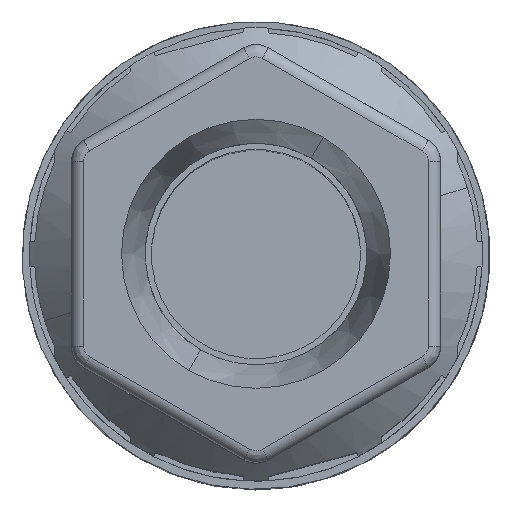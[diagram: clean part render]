
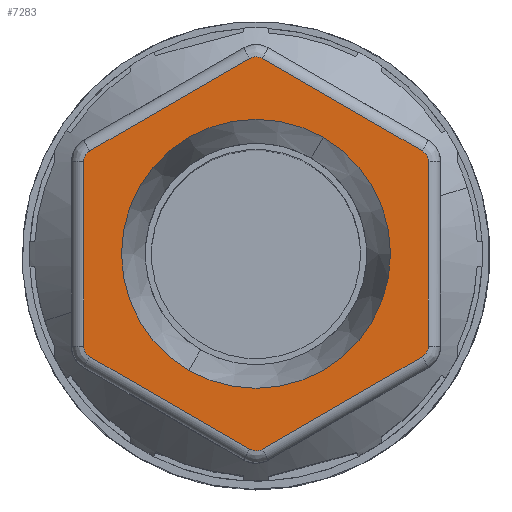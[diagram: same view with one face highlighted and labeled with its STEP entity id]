
A CAD part, top view. The second image highlights one B-rep face of the part: STEP entity #7283.
In plain terms, the highlighted planar face has unit normal (0, 0, 1).
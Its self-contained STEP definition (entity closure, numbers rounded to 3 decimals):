
#7249=AXIS2_PLACEMENT_3D('Plane Axis2P3D',#7246,#7247,#7248) ;
#7267=AXIS2_PLACEMENT_3D('Circle Axis2P3D',#7265,#7266,$) ;
#7276=AXIS2_PLACEMENT_3D('Circle Axis2P3D',#7274,#7275,$) ;
#6937=CARTESIAN_POINT('Vertex',(2.5,5.747,58.)) ;
#6940=CARTESIAN_POINT('Line Origine',(2.5,11.875,58.)) ;
#6944=CARTESIAN_POINT('Vertex',(2.5,13.253,58.)) ;
#6973=CARTESIAN_POINT('Vertex',(2.75,13.686,58.)) ;
#6977=CARTESIAN_POINT('Control Point',(2.5,13.253,58.)) ;
#6978=CARTESIAN_POINT('Control Point',(2.5,13.541,58.)) ;
#6979=CARTESIAN_POINT('Control Point',(2.75,13.686,58.)) ;
#6993=CARTESIAN_POINT('Line Origine',(1.057,12.708,58.)) ;
#6997=CARTESIAN_POINT('Vertex',(9.25,17.439,58.)) ;
#7026=CARTESIAN_POINT('Vertex',(9.75,17.439,58.)) ;
#7030=CARTESIAN_POINT('Control Point',(9.75,17.439,58.)) ;
#7031=CARTESIAN_POINT('Control Point',(9.5,17.583,58.)) ;
#7032=CARTESIAN_POINT('Control Point',(9.25,17.439,58.)) ;
#7046=CARTESIAN_POINT('Line Origine',(52.62,-7.313,58.)) ;
#7050=CARTESIAN_POINT('Vertex',(16.25,13.686,58.)) ;
#7079=CARTESIAN_POINT('Vertex',(16.5,13.253,58.)) ;
#7083=CARTESIAN_POINT('Control Point',(16.25,13.686,58.)) ;
#7084=CARTESIAN_POINT('Control Point',(16.5,13.541,58.)) ;
#7085=CARTESIAN_POINT('Control Point',(16.5,13.253,58.)) ;
#7103=CARTESIAN_POINT('Vertex',(16.5,5.747,58.)) ;
#7106=CARTESIAN_POINT('Line Origine',(16.5,3.793,58.)) ;
#7129=CARTESIAN_POINT('Control Point',(16.5,5.747,58.)) ;
#7130=CARTESIAN_POINT('Control Point',(16.5,5.459,58.)) ;
#7131=CARTESIAN_POINT('Control Point',(16.25,5.314,58.)) ;
#7132=CARTESIAN_POINT('Vertex',(16.25,5.314,58.)) ;
#7152=CARTESIAN_POINT('Line Origine',(15.057,4.626,58.)) ;
#7156=CARTESIAN_POINT('Vertex',(9.75,1.561,58.)) ;
#7185=CARTESIAN_POINT('Vertex',(9.25,1.561,58.)) ;
#7189=CARTESIAN_POINT('Control Point',(9.75,1.561,58.)) ;
#7190=CARTESIAN_POINT('Control Point',(9.5,1.417,58.)) ;
#7191=CARTESIAN_POINT('Control Point',(9.25,1.561,58.)) ;
#7205=CARTESIAN_POINT('Line Origine',(45.62,-19.437,58.)) ;
#7209=CARTESIAN_POINT('Vertex',(2.75,5.314,58.)) ;
#7235=CARTESIAN_POINT('Control Point',(2.75,5.314,58.)) ;
#7236=CARTESIAN_POINT('Control Point',(2.5,5.459,58.)) ;
#7237=CARTESIAN_POINT('Control Point',(2.5,5.747,58.)) ;
#7246=CARTESIAN_POINT('Axis2P3D Location',(6.409,4.146,58.)) ;
#7265=CARTESIAN_POINT('Axis2P3D Location',(9.5,9.5,58.)) ;
#7269=CARTESIAN_POINT('Vertex',(6.768,4.768,58.)) ;
#7271=CARTESIAN_POINT('Vertex',(12.232,14.232,58.)) ;
#7274=CARTESIAN_POINT('Axis2P3D Location',(9.5,9.5,58.)) ;
#6941=DIRECTION('Vector Direction',(0.,-1.,0.)) ;
#6994=DIRECTION('Vector Direction',(-0.866,-0.5,0.)) ;
#7047=DIRECTION('Vector Direction',(-0.866,0.5,0.)) ;
#7107=DIRECTION('Vector Direction',(0.,1.,0.)) ;
#7153=DIRECTION('Vector Direction',(0.866,0.5,0.)) ;
#7206=DIRECTION('Vector Direction',(0.866,-0.5,0.)) ;
#7247=DIRECTION('Axis2P3D Direction',(0.,0.,1.)) ;
#7248=DIRECTION('Axis2P3D XDirection',(-0.5,-0.866,0.)) ;
#7266=DIRECTION('Axis2P3D Direction',(0.,0.,1.)) ;
#7275=DIRECTION('Axis2P3D Direction',(0.,0.,1.)) ;
#6942=VECTOR('Line Direction',#6941,1.) ;
#6995=VECTOR('Line Direction',#6994,1.) ;
#7048=VECTOR('Line Direction',#7047,1.) ;
#7108=VECTOR('Line Direction',#7107,1.) ;
#7154=VECTOR('Line Direction',#7153,1.) ;
#7207=VECTOR('Line Direction',#7206,1.) ;
#7252=ORIENTED_EDGE('',*,*,#7110,.T.) ;
#7253=ORIENTED_EDGE('',*,*,#7086,.F.) ;
#7254=ORIENTED_EDGE('',*,*,#7052,.T.) ;
#7255=ORIENTED_EDGE('',*,*,#7033,.T.) ;
#7256=ORIENTED_EDGE('',*,*,#6999,.T.) ;
#7257=ORIENTED_EDGE('',*,*,#6980,.F.) ;
#7258=ORIENTED_EDGE('',*,*,#6946,.T.) ;
#7259=ORIENTED_EDGE('',*,*,#7238,.F.) ;
#7260=ORIENTED_EDGE('',*,*,#7211,.T.) ;
#7261=ORIENTED_EDGE('',*,*,#7192,.F.) ;
#7262=ORIENTED_EDGE('',*,*,#7158,.T.) ;
#7263=ORIENTED_EDGE('',*,*,#7134,.F.) ;
#7280=ORIENTED_EDGE('',*,*,#7273,.F.) ;
#7281=ORIENTED_EDGE('',*,*,#7278,.F.) ;
#7282=FACE_BOUND('',#7279,.T.) ;
#7283=ADVANCED_FACE('Volumenk\X2\00F6\X0\rper2',(#7264,#7282),#7250,.T.) ;
#7268=CIRCLE('generated circle',#7267,5.465) ;
#7277=CIRCLE('generated circle',#7276,5.465) ;
#6946=EDGE_CURVE('',#6945,#6938,#6943,.T.) ;
#6980=EDGE_CURVE('',#6945,#6974,#6976,.T.) ;
#6999=EDGE_CURVE('',#6998,#6974,#6996,.T.) ;
#7033=EDGE_CURVE('',#7027,#6998,#7029,.T.) ;
#7052=EDGE_CURVE('',#7051,#7027,#7049,.T.) ;
#7086=EDGE_CURVE('',#7051,#7080,#7082,.T.) ;
#7110=EDGE_CURVE('',#7104,#7080,#7109,.T.) ;
#7134=EDGE_CURVE('',#7104,#7133,#7128,.T.) ;
#7158=EDGE_CURVE('',#7157,#7133,#7155,.T.) ;
#7192=EDGE_CURVE('',#7157,#7186,#7188,.T.) ;
#7211=EDGE_CURVE('',#7210,#7186,#7208,.T.) ;
#7238=EDGE_CURVE('',#7210,#6938,#7234,.T.) ;
#7273=EDGE_CURVE('',#7270,#7272,#7268,.T.) ;
#7278=EDGE_CURVE('',#7272,#7270,#7277,.T.) ;
#7251=EDGE_LOOP('',(#7252,#7253,#7254,#7255,#7256,#7257,#7258,#7259,#7260,#7261,#7262,#7263)) ;
#7279=EDGE_LOOP('',(#7280,#7281)) ;
#7264=FACE_OUTER_BOUND('',#7251,.T.) ;
#6943=LINE('Line',#6940,#6942) ;
#6996=LINE('Line',#6993,#6995) ;
#7049=LINE('Line',#7046,#7048) ;
#7109=LINE('Line',#7106,#7108) ;
#7155=LINE('Line',#7152,#7154) ;
#7208=LINE('Line',#7205,#7207) ;
#7250=PLANE('',#7249) ;
#6938=VERTEX_POINT('',#6937) ;
#6945=VERTEX_POINT('',#6944) ;
#6974=VERTEX_POINT('',#6973) ;
#6998=VERTEX_POINT('',#6997) ;
#7027=VERTEX_POINT('',#7026) ;
#7051=VERTEX_POINT('',#7050) ;
#7080=VERTEX_POINT('',#7079) ;
#7104=VERTEX_POINT('',#7103) ;
#7133=VERTEX_POINT('',#7132) ;
#7157=VERTEX_POINT('',#7156) ;
#7186=VERTEX_POINT('',#7185) ;
#7210=VERTEX_POINT('',#7209) ;
#7270=VERTEX_POINT('',#7269) ;
#7272=VERTEX_POINT('',#7271) ;
#6976=(BOUNDED_CURVE()B_SPLINE_CURVE(2,(#6977,#6978,#6979),.UNSPECIFIED.,.F.,.U.)B_SPLINE_CURVE_WITH_KNOTS((3,3),(-2.094,-1.132),.UNSPECIFIED.)CURVE()GEOMETRIC_REPRESENTATION_ITEM()RATIONAL_B_SPLINE_CURVE((1.,0.866,1.))REPRESENTATION_ITEM('')) ;
#7029=(BOUNDED_CURVE()B_SPLINE_CURVE(2,(#7030,#7031,#7032),.UNSPECIFIED.,.F.,.U.)B_SPLINE_CURVE_WITH_KNOTS((3,3),(-3.142,-2.179),.UNSPECIFIED.)CURVE()GEOMETRIC_REPRESENTATION_ITEM()RATIONAL_B_SPLINE_CURVE((1.,0.866,1.))REPRESENTATION_ITEM('')) ;
#7082=(BOUNDED_CURVE()B_SPLINE_CURVE(2,(#7083,#7084,#7085),.UNSPECIFIED.,.F.,.U.)B_SPLINE_CURVE_WITH_KNOTS((3,3),(0.,0.962),.UNSPECIFIED.)CURVE()GEOMETRIC_REPRESENTATION_ITEM()RATIONAL_B_SPLINE_CURVE((1.,0.866,1.))REPRESENTATION_ITEM('')) ;
#7128=(BOUNDED_CURVE()B_SPLINE_CURVE(2,(#7129,#7130,#7131),.UNSPECIFIED.,.F.,.U.)B_SPLINE_CURVE_WITH_KNOTS((3,3),(1.047,2.009),.UNSPECIFIED.)CURVE()GEOMETRIC_REPRESENTATION_ITEM()RATIONAL_B_SPLINE_CURVE((1.,0.866,1.))REPRESENTATION_ITEM('')) ;
#7188=(BOUNDED_CURVE()B_SPLINE_CURVE(2,(#7189,#7190,#7191),.UNSPECIFIED.,.F.,.U.)B_SPLINE_CURVE_WITH_KNOTS((3,3),(2.094,3.057),.UNSPECIFIED.)CURVE()GEOMETRIC_REPRESENTATION_ITEM()RATIONAL_B_SPLINE_CURVE((1.,0.866,1.))REPRESENTATION_ITEM('')) ;
#7234=(BOUNDED_CURVE()B_SPLINE_CURVE(2,(#7235,#7236,#7237),.UNSPECIFIED.,.F.,.U.)B_SPLINE_CURVE_WITH_KNOTS((3,3),(-3.142,-2.179),.UNSPECIFIED.)CURVE()GEOMETRIC_REPRESENTATION_ITEM()RATIONAL_B_SPLINE_CURVE((1.,0.866,1.))REPRESENTATION_ITEM('')) ;
